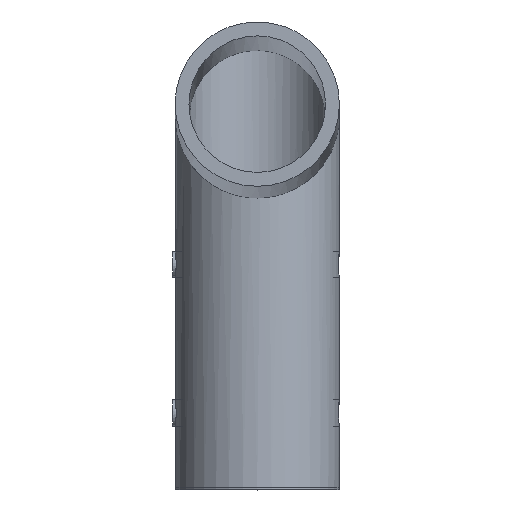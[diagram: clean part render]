
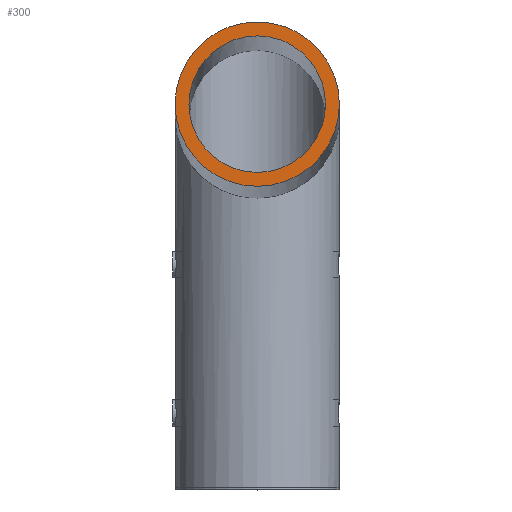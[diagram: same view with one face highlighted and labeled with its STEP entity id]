
A CAD part, top view. The second image highlights one B-rep face of the part: STEP entity #300.
In plain terms, the highlighted planar face has unit normal (0, 0, 1).
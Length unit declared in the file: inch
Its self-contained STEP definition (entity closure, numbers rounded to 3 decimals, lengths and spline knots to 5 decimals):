
#20=PLANE('',#336);
#41=FACE_BOUND('',#119,.T.);
#81=FACE_OUTER_BOUND('',#118,.T.);
#118=EDGE_LOOP('',(#250));
#119=EDGE_LOOP('',(#251));
#148=CIRCLE('',#333,0.83);
#150=CIRCLE('',#337,0.69);
#171=VERTEX_POINT('',#796);
#177=VERTEX_POINT('',#942);
#204=EDGE_CURVE('',#171,#171,#148,.T.);
#210=EDGE_CURVE('',#177,#177,#150,.T.);
#250=ORIENTED_EDGE('',*,*,#204,.F.);
#251=ORIENTED_EDGE('',*,*,#210,.F.);
#300=ADVANCED_FACE('',(#81,#41),#20,.T.);
#333=AXIS2_PLACEMENT_3D('',#797,#379,#380);
#336=AXIS2_PLACEMENT_3D('',#941,#385,#386);
#337=AXIS2_PLACEMENT_3D('',#943,#387,#388);
#379=DIRECTION('center_axis',(0.,0.,-1.));
#380=DIRECTION('ref_axis',(-1.,0.,0.));
#385=DIRECTION('center_axis',(0.,0.,1.));
#386=DIRECTION('ref_axis',(1.,0.,0.));
#387=DIRECTION('center_axis',(0.,0.,1.));
#388=DIRECTION('ref_axis',(-1.,0.,0.));
#796=CARTESIAN_POINT('',(-19.17,-75.,119.25));
#797=CARTESIAN_POINT('Origin',(-20.,-75.,119.25));
#941=CARTESIAN_POINT('Origin',(-20.,-82.75,119.25));
#942=CARTESIAN_POINT('',(-20.69,-75.,119.25));
#943=CARTESIAN_POINT('Origin',(-20.,-75.,119.25));
